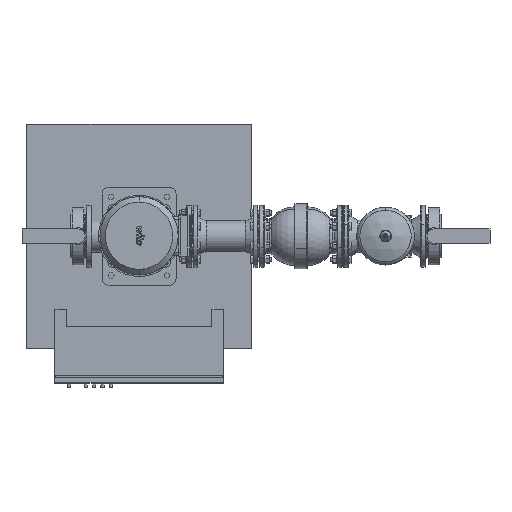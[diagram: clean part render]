
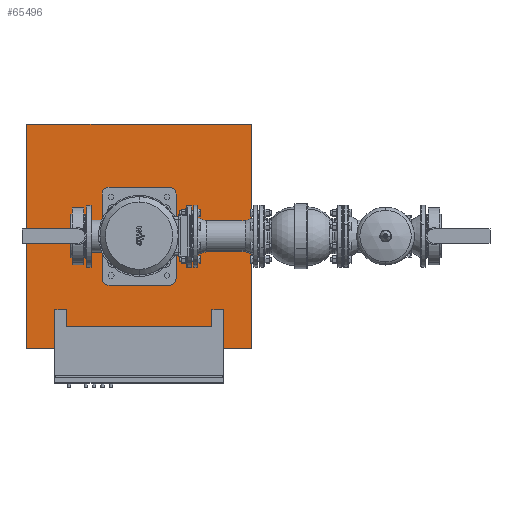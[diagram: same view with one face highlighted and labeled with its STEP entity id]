
A CAD part, top view. The second image highlights one B-rep face of the part: STEP entity #65496.
In plain terms, the highlighted planar face has unit normal (0, 0, 1).
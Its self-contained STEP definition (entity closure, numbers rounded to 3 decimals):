
#65457=CARTESIAN_POINT('',(-400.0,0.,130.0));
#65458=DIRECTION('',(0.0,0.0,1.0));
#65459=DIRECTION('',(0.0,-1.0,0.0));
#65460=AXIS2_PLACEMENT_3D('',#65457,#65458,#65459);
#65461=PLANE('',#65460);
#65462=CARTESIAN_POINT('',(400.0,-400.0,130.));
#65463=VERTEX_POINT('',#65462);
#65464=CARTESIAN_POINT('',(400.0,400.0,130.));
#65465=VERTEX_POINT('',#65464);
#65466=CARTESIAN_POINT('',(400.0,-400.0,130.));
#65467=DIRECTION('',(0.0,1.0,0.0));
#65468=VECTOR('',#65467,800.0);
#65469=LINE('',#65466,#65468);
#65470=EDGE_CURVE('',#65463,#65465,#65469,.T.);
#65471=ORIENTED_EDGE('',*,*,#65470,.T.);
#65472=CARTESIAN_POINT('',(-400.0,400.0,130.));
#65473=VERTEX_POINT('',#65472);
#65474=CARTESIAN_POINT('',(-400.0,400.0,130.));
#65475=DIRECTION('',(1.0,0.0,0.0));
#65476=VECTOR('',#65475,800.0);
#65477=LINE('',#65474,#65476);
#65478=EDGE_CURVE('',#65473,#65465,#65477,.T.);
#65479=ORIENTED_EDGE('',*,*,#65478,.F.);
#65480=CARTESIAN_POINT('',(-400.0,-400.0,130.));
#65481=VERTEX_POINT('',#65480);
#65482=CARTESIAN_POINT('',(-400.0,400.0,130.));
#65483=DIRECTION('',(0.0,-1.0,0.0));
#65484=VECTOR('',#65483,800.0);
#65485=LINE('',#65482,#65484);
#65486=EDGE_CURVE('',#65473,#65481,#65485,.T.);
#65487=ORIENTED_EDGE('',*,*,#65486,.T.);
#65488=CARTESIAN_POINT('',(-400.0,-400.0,130.));
#65489=DIRECTION('',(1.0,0.0,0.0));
#65490=VECTOR('',#65489,800.0);
#65491=LINE('',#65488,#65490);
#65492=EDGE_CURVE('',#65481,#65463,#65491,.T.);
#65493=ORIENTED_EDGE('',*,*,#65492,.T.);
#65494=EDGE_LOOP('',(#65471,#65479,#65487,#65493));
#65495=FACE_OUTER_BOUND('',#65494,.T.);
#65496=ADVANCED_FACE('',(#65495),#65461,.T.);
